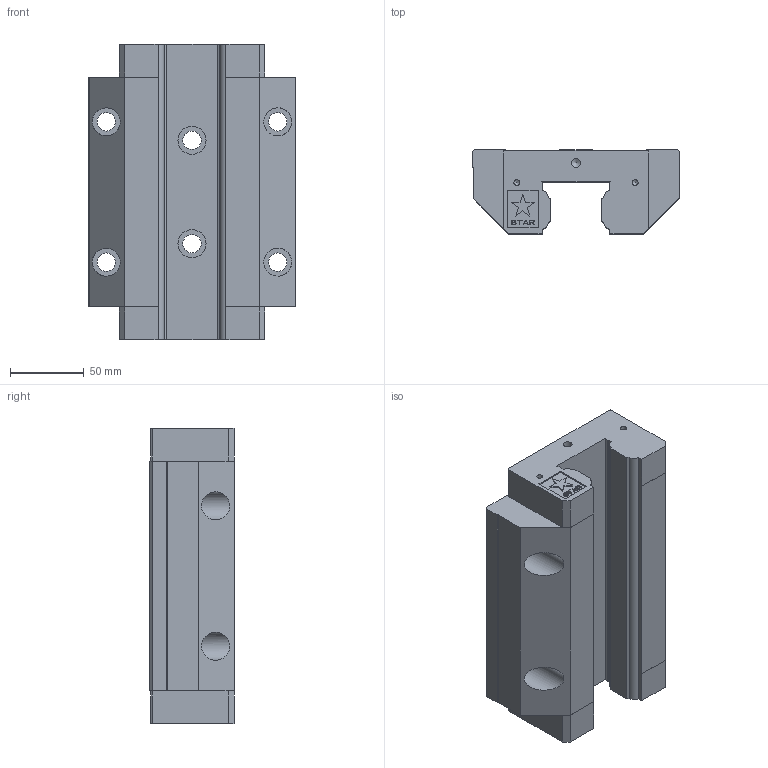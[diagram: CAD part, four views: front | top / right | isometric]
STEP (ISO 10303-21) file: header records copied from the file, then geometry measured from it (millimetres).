
FILE_DESCRIPTION (( 'STEP AP214' ), '1' );
FILE_NAME ('Rexroth-Runner-Block-R165351410.step', '2020-07-02T07:55:17', ( '' ), ( '' ), 'SwSTEP 2.0', 'SolidWorks 2010', '' );
FILE_SCHEMA (( 'AUTOMOTIVE_DESIGN' ));
Length unit declared in the file: millimetre
Products named in the file (1): Rexroth-Runner-Block-R165351410
Bounding box: 140 x 57 x 200 mm (x, y, z)
Volume: 1064003.9 mm3; surface area: 109262.8 mm2
Topology: 1 solids, 1 shells, 332 faces, 928 edges, 620 vertices
Faces by surface type: plane 300, cylinder 26, cone 6
Full cylindrical faces by diameter (mm): 4 x4, 6 x2, 12.5 x6, 19 x6
Entity records: 10298 total; most frequent: CARTESIAN_POINT 1849, ORIENTED_EDGE 1776, DIRECTION 1598, EDGE_CURVE 888, VECTOR 836, LINE 836, VERTEX_POINT 604, EDGE_LOOP 390
